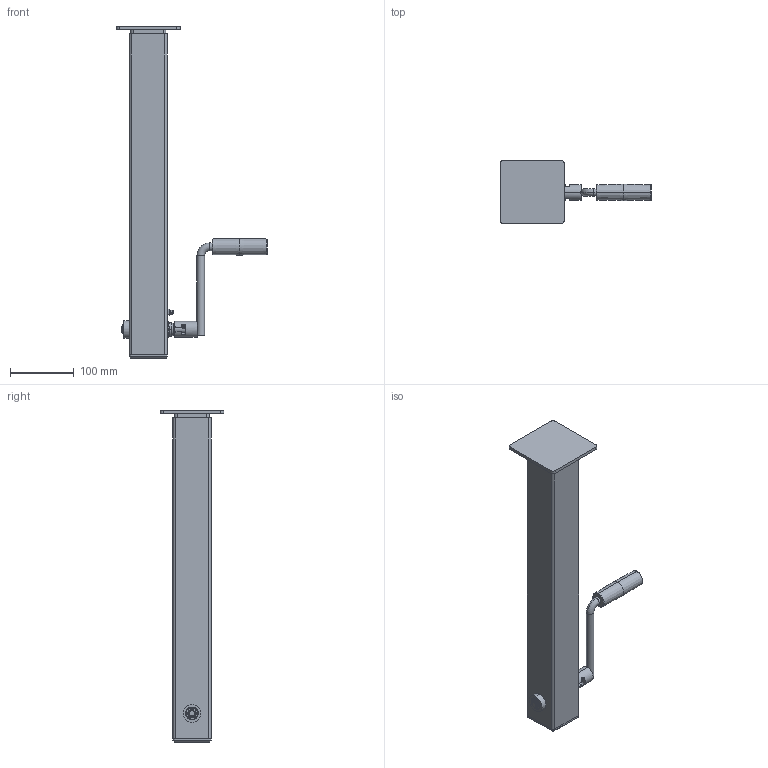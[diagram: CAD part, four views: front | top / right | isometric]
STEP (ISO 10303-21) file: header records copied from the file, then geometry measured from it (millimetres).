
FILE_DESCRIPTION(('CoCreate Modeling STEP Export'),'2;1');
FILE_NAME('203565.stp','2009-06-25T14:19:46',(''),(''),'CoCreate Modeling STEP processor for AP214 (Solid Model)','CoCreate Modeling 16.00A 16-Aug-2008 (C) Parametric Technology GmbH','');
FILE_SCHEMA(('AUTOMOTIVE_DESIGN { 1 0 10303 214 1 1 1 1 }'));
Length unit declared in the file: millimetre
Products named in the file (4): Stütze; Kurbel_v; Schaftrohr; Spindelwinde_203565A
Assembly tree (3 placements, depth 2):
  Spindelwinde_203565A
    Schaftrohr
    Kurbel_v
    Stütze
Bounding box: 237.5 x 100 x 522.5 mm (x, y, z)
Volume: 3218039.9 mm3; surface area: 259779.8 mm2
Topology: 3 solids, 3 shells, 236 faces, 606 edges, 385 vertices
Faces by surface type: plane 101, cylinder 79, cone 40, torus 12, sphere 4
Entity records: 10141 total; most frequent: CARTESIAN_POINT 3882, ORIENTED_EDGE 1212, DIRECTION 889, EDGE_CURVE 606, VERTEX_POINT 385, AXIS2_PLACEMENT_3D 297, VECTOR 295, LINE 295
